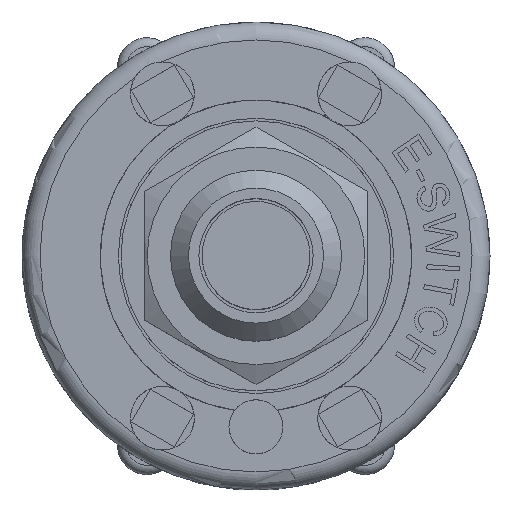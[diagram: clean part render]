
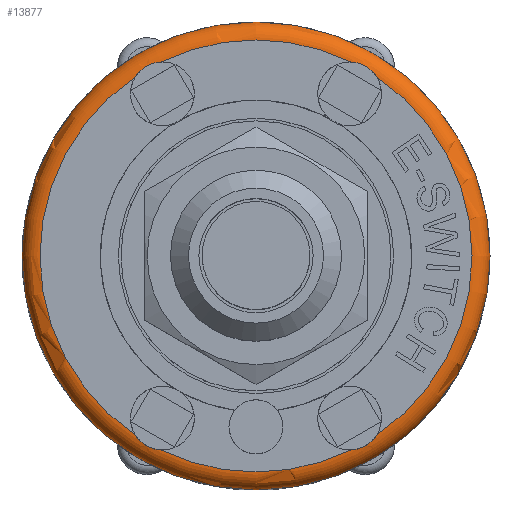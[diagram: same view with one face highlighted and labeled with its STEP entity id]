
A CAD part, top view. The second image highlights one B-rep face of the part: STEP entity #13877.
In plain terms, the highlighted toroidal (fillet/blend) face has major radius 12 mm and minor radius 1 mm.
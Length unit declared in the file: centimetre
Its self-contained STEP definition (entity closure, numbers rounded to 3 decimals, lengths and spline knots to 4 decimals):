
#28=TOROIDAL_SURFACE('',#14604,1.2,0.1);
#655=B_SPLINE_CURVE_WITH_KNOTS('',3,(#23886,#23887,#23888,#23889,#23890,
#23891,#23892,#23893,#23894,#23895,#23896,#23897),.UNSPECIFIED.,.F.,.F.,
(4,2,2,2,2,4),(-0.2692,-0.2446,-0.216,
-0.1921,-0.1645,-0.1357),.UNSPECIFIED.);
#656=B_SPLINE_CURVE_WITH_KNOTS('',3,(#23909,#23910,#23911,#23912,#23913,
#23914,#23915,#23916,#23917,#23918,#23919,#23920),.UNSPECIFIED.,.F.,.F.,
(4,2,2,2,2,4),(-0.2692,-0.2446,-0.216,
-0.1921,-0.1645,-0.1357),.UNSPECIFIED.);
#657=B_SPLINE_CURVE_WITH_KNOTS('',3,(#23937,#23938,#23939,#23940,#23941,
#23942,#23943,#23944,#23945,#23946,#23947,#23948),.UNSPECIFIED.,.F.,.F.,
(4,2,2,2,2,4),(-0.2692,-0.2446,-0.216,
-0.1921,-0.1645,-0.1357),.UNSPECIFIED.);
#658=B_SPLINE_CURVE_WITH_KNOTS('',3,(#23970,#23971,#23972,#23973,#23974,
#23975,#23976,#23977,#23978,#23979,#23980,#23981),.UNSPECIFIED.,.F.,.F.,
(4,2,2,2,2,4),(-0.2692,-0.2446,-0.216,
-0.1921,-0.1645,-0.1357),.UNSPECIFIED.);
#1849=FACE_OUTER_BOUND('',#2668,.T.);
#2668=EDGE_LOOP('',(#12818,#12819,#12820,#12821,#12822,#12823,#12824,#12825,
#12826,#12827,#12828,#12829));
#5786=CIRCLE('',#14557,1.3);
#5813=CIRCLE('',#14605,0.1);
#5814=CIRCLE('',#14606,1.2);
#5815=CIRCLE('',#14607,1.2);
#5816=CIRCLE('',#14608,1.2);
#5817=CIRCLE('',#14609,1.2);
#5818=CIRCLE('',#14610,1.2);
#7056=VERTEX_POINT('',#23848);
#7064=VERTEX_POINT('',#23884);
#7065=VERTEX_POINT('',#23885);
#7068=VERTEX_POINT('',#23907);
#7069=VERTEX_POINT('',#23908);
#7074=VERTEX_POINT('',#23935);
#7075=VERTEX_POINT('',#23936);
#7082=VERTEX_POINT('',#23968);
#7083=VERTEX_POINT('',#23969);
#7086=VERTEX_POINT('',#23991);
#9008=EDGE_CURVE('',#7056,#7056,#5786,.T.);
#9026=EDGE_CURVE('',#7064,#7065,#655,.T.);
#9032=EDGE_CURVE('',#7068,#7069,#656,.T.);
#9040=EDGE_CURVE('',#7074,#7075,#657,.T.);
#9050=EDGE_CURVE('',#7082,#7083,#658,.T.);
#9056=EDGE_CURVE('',#7056,#7086,#5813,.T.);
#9057=EDGE_CURVE('',#7086,#7074,#5814,.T.);
#9058=EDGE_CURVE('',#7075,#7068,#5815,.T.);
#9059=EDGE_CURVE('',#7069,#7064,#5816,.T.);
#9060=EDGE_CURVE('',#7065,#7082,#5817,.T.);
#9061=EDGE_CURVE('',#7083,#7086,#5818,.T.);
#12818=ORIENTED_EDGE('',*,*,#9008,.T.);
#12819=ORIENTED_EDGE('',*,*,#9056,.T.);
#12820=ORIENTED_EDGE('',*,*,#9057,.T.);
#12821=ORIENTED_EDGE('',*,*,#9040,.T.);
#12822=ORIENTED_EDGE('',*,*,#9058,.T.);
#12823=ORIENTED_EDGE('',*,*,#9032,.T.);
#12824=ORIENTED_EDGE('',*,*,#9059,.T.);
#12825=ORIENTED_EDGE('',*,*,#9026,.T.);
#12826=ORIENTED_EDGE('',*,*,#9060,.T.);
#12827=ORIENTED_EDGE('',*,*,#9050,.T.);
#12828=ORIENTED_EDGE('',*,*,#9061,.T.);
#12829=ORIENTED_EDGE('',*,*,#9056,.F.);
#13877=ADVANCED_FACE('',(#1849),#28,.T.);
#14557=AXIS2_PLACEMENT_3D('',#23849,#17327,#17328);
#14604=AXIS2_PLACEMENT_3D('',#23990,#17438,#17439);
#14605=AXIS2_PLACEMENT_3D('',#23992,#17440,#17441);
#14606=AXIS2_PLACEMENT_3D('',#23993,#17442,#17443);
#14607=AXIS2_PLACEMENT_3D('',#23994,#17444,#17445);
#14608=AXIS2_PLACEMENT_3D('',#23995,#17446,#17447);
#14609=AXIS2_PLACEMENT_3D('',#23996,#17448,#17449);
#14610=AXIS2_PLACEMENT_3D('',#23997,#17450,#17451);
#17327=DIRECTION('center_axis',(0.,0.,1.));
#17328=DIRECTION('ref_axis',(-1.,0.,0.));
#17438=DIRECTION('center_axis',(0.,0.,-1.));
#17439=DIRECTION('ref_axis',(-1.,0.,0.));
#17440=DIRECTION('center_axis',(0.,-1.,0.));
#17441=DIRECTION('ref_axis',(1.,0.,0.));
#17442=DIRECTION('center_axis',(0.,0.,-1.));
#17443=DIRECTION('ref_axis',(-1.,0.,0.));
#17444=DIRECTION('center_axis',(0.,0.,-1.));
#17445=DIRECTION('ref_axis',(-1.,0.,0.));
#17446=DIRECTION('center_axis',(0.,0.,-1.));
#17447=DIRECTION('ref_axis',(-1.,0.,0.));
#17448=DIRECTION('center_axis',(0.,0.,-1.));
#17449=DIRECTION('ref_axis',(-1.,0.,0.));
#17450=DIRECTION('center_axis',(0.,0.,-1.));
#17451=DIRECTION('ref_axis',(-1.,0.,0.));
#23848=CARTESIAN_POINT('',(1.3,0.,0.95));
#23849=CARTESIAN_POINT('Origin',(0.,0.,0.95));
#23884=CARTESIAN_POINT('',(-0.67,0.9955,1.05));
#23885=CARTESIAN_POINT('',(-0.5271,1.078,1.05));
#23886=CARTESIAN_POINT('Ctrl Pts',(-0.67,0.9955,
1.05));
#23887=CARTESIAN_POINT('Ctrl Pts',(-0.6646,1.0041,
1.05));
#23888=CARTESIAN_POINT('Ctrl Pts',(-0.6583,1.0124,
1.0498));
#23889=CARTESIAN_POINT('Ctrl Pts',(-0.6428,1.0294,
1.0491));
#23890=CARTESIAN_POINT('Ctrl Pts',(-0.6335,1.0377,
1.0488));
#23891=CARTESIAN_POINT('Ctrl Pts',(-0.615,1.051,1.0484));
#23892=CARTESIAN_POINT('Ctrl Pts',(-0.6061,1.0563,
1.0484));
#23893=CARTESIAN_POINT('Ctrl Pts',(-0.5859,1.0659,1.0487));
#23894=CARTESIAN_POINT('Ctrl Pts',(-0.5747,1.07,1.049));
#23895=CARTESIAN_POINT('Ctrl Pts',(-0.551,1.0759,1.0497));
#23896=CARTESIAN_POINT('Ctrl Pts',(-0.539,1.0775,
1.05));
#23897=CARTESIAN_POINT('Ctrl Pts',(-0.5271,1.078,
1.05));
#23907=CARTESIAN_POINT('',(-0.5271,-1.078,1.05));
#23908=CARTESIAN_POINT('',(-0.67,-0.9955,1.05));
#23909=CARTESIAN_POINT('Ctrl Pts',(-0.5271,-1.078,
1.05));
#23910=CARTESIAN_POINT('Ctrl Pts',(-0.5373,-1.0776,
1.05));
#23911=CARTESIAN_POINT('Ctrl Pts',(-0.5476,-1.0763,
1.0498));
#23912=CARTESIAN_POINT('Ctrl Pts',(-0.5701,-1.0714,1.0491));
#23913=CARTESIAN_POINT('Ctrl Pts',(-0.5819,-1.0675,
1.0488));
#23914=CARTESIAN_POINT('Ctrl Pts',(-0.6027,-1.0581,
1.0484));
#23915=CARTESIAN_POINT('Ctrl Pts',(-0.6117,-1.053,
1.0484));
#23916=CARTESIAN_POINT('Ctrl Pts',(-0.6301,-1.0404,
1.0487));
#23917=CARTESIAN_POINT('Ctrl Pts',(-0.6393,-1.0327,
1.049));
#23918=CARTESIAN_POINT('Ctrl Pts',(-0.6562,-1.0151,
1.0497));
#23919=CARTESIAN_POINT('Ctrl Pts',(-0.6637,-1.0055,
1.05));
#23920=CARTESIAN_POINT('Ctrl Pts',(-0.67,-0.9955,
1.05));
#23935=CARTESIAN_POINT('',(0.67,-0.9955,1.05));
#23936=CARTESIAN_POINT('',(0.5271,-1.078,1.05));
#23937=CARTESIAN_POINT('Ctrl Pts',(0.67,-0.9955,
1.05));
#23938=CARTESIAN_POINT('Ctrl Pts',(0.6646,-1.0041,
1.05));
#23939=CARTESIAN_POINT('Ctrl Pts',(0.6583,-1.0124,
1.0498));
#23940=CARTESIAN_POINT('Ctrl Pts',(0.6428,-1.0294,
1.0491));
#23941=CARTESIAN_POINT('Ctrl Pts',(0.6335,-1.0377,
1.0488));
#23942=CARTESIAN_POINT('Ctrl Pts',(0.615,-1.051,
1.0484));
#23943=CARTESIAN_POINT('Ctrl Pts',(0.6061,-1.0563,
1.0484));
#23944=CARTESIAN_POINT('Ctrl Pts',(0.5859,-1.0659,1.0487));
#23945=CARTESIAN_POINT('Ctrl Pts',(0.5747,-1.07,1.049));
#23946=CARTESIAN_POINT('Ctrl Pts',(0.551,-1.0759,
1.0497));
#23947=CARTESIAN_POINT('Ctrl Pts',(0.539,-1.0775,
1.05));
#23948=CARTESIAN_POINT('Ctrl Pts',(0.5271,-1.078,
1.05));
#23968=CARTESIAN_POINT('',(0.5271,1.078,1.05));
#23969=CARTESIAN_POINT('',(0.67,0.9955,1.05));
#23970=CARTESIAN_POINT('Ctrl Pts',(0.5271,1.078,1.05));
#23971=CARTESIAN_POINT('Ctrl Pts',(0.5373,1.0776,1.05));
#23972=CARTESIAN_POINT('Ctrl Pts',(0.5476,1.0763,1.0498));
#23973=CARTESIAN_POINT('Ctrl Pts',(0.5701,1.0714,1.0491));
#23974=CARTESIAN_POINT('Ctrl Pts',(0.5819,1.0675,1.0488));
#23975=CARTESIAN_POINT('Ctrl Pts',(0.6027,1.0581,1.0484));
#23976=CARTESIAN_POINT('Ctrl Pts',(0.6117,1.053,1.0484));
#23977=CARTESIAN_POINT('Ctrl Pts',(0.6301,1.0404,1.0487));
#23978=CARTESIAN_POINT('Ctrl Pts',(0.6393,1.0327,1.049));
#23979=CARTESIAN_POINT('Ctrl Pts',(0.6562,1.0151,1.0497));
#23980=CARTESIAN_POINT('Ctrl Pts',(0.6637,1.0055,1.05));
#23981=CARTESIAN_POINT('Ctrl Pts',(0.67,0.9955,
1.05));
#23990=CARTESIAN_POINT('Origin',(0.,0.,0.95));
#23991=CARTESIAN_POINT('',(1.2,0.,1.05));
#23992=CARTESIAN_POINT('Origin',(1.2,0.,0.95));
#23993=CARTESIAN_POINT('Origin',(0.,0.,1.05));
#23994=CARTESIAN_POINT('Origin',(0.,0.,1.05));
#23995=CARTESIAN_POINT('Origin',(0.,0.,1.05));
#23996=CARTESIAN_POINT('Origin',(0.,0.,1.05));
#23997=CARTESIAN_POINT('Origin',(0.,0.,1.05));
